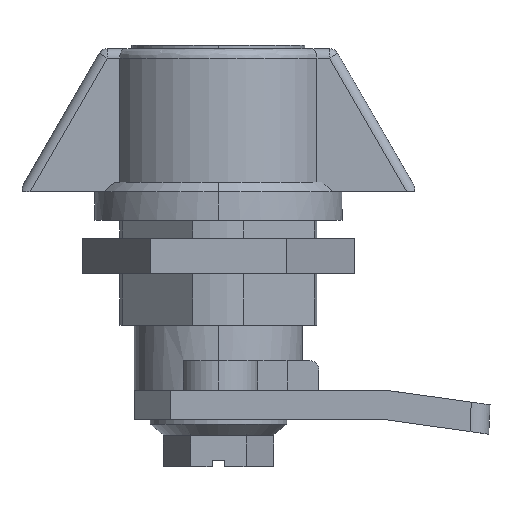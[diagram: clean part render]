
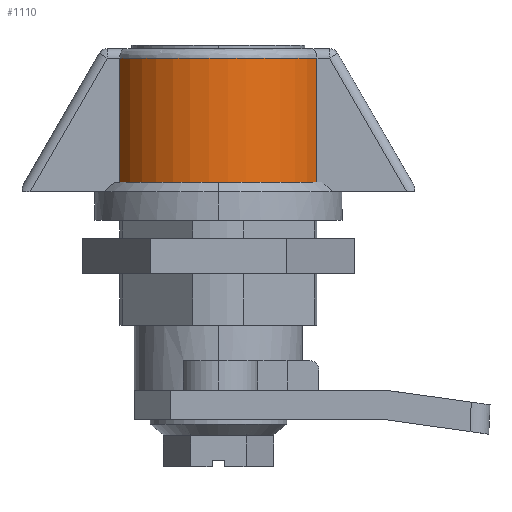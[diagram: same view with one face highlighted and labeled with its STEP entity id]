
A CAD part, left-side view. The second image highlights one B-rep face of the part: STEP entity #1110.
In plain terms, the highlighted cylindrical face has radius 8.89 mm (diameter 17.78 mm), a partial arc.
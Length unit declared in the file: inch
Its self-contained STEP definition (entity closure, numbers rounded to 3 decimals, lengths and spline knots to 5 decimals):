
#30 = AXIS2_PLACEMENT_3D ( 'NONE', #1880, #646, #3176 ) ;
#114 = EDGE_CURVE ( 'NONE', #3269, #1312, #2654, .T. ) ;
#460 = ORIENTED_EDGE ( 'NONE', *, *, #3766, .F. ) ;
#478 = ORIENTED_EDGE ( 'NONE', *, *, #3641, .F. ) ;
#489 = DIRECTION ( 'NONE',  ( 0., 0., 1. ) ) ;
#556 = VECTOR ( 'NONE', #1231, 39.37008 ) ;
#646 = DIRECTION ( 'NONE',  ( 0., 0., 1. ) ) ;
#678 = AXIS2_PLACEMENT_3D ( 'NONE', #2748, #489, #1789 ) ;
#875 = CARTESIAN_POINT ( 'NONE',  ( -0.155, 0.31381, 0.092 ) ) ;
#1110 = ADVANCED_FACE ( 'NONE', ( #3614 ), #2244, .T. ) ;
#1231 = DIRECTION ( 'NONE',  ( 0., 0., 1. ) ) ;
#1286 = VERTEX_POINT ( 'NONE', #1379 ) ;
#1312 = VERTEX_POINT ( 'NONE', #4003 ) ;
#1338 = AXIS2_PLACEMENT_3D ( 'NONE', #2615, #2930, #2299 ) ;
#1379 = CARTESIAN_POINT ( 'NONE',  ( -0.155, -0.31381, 0.517 ) ) ;
#1789 = DIRECTION ( 'NONE',  ( 1., 0., 0. ) ) ;
#1880 = CARTESIAN_POINT ( 'NONE',  ( 0., 0., 0.517 ) ) ;
#2002 = CIRCLE ( 'NONE', #30, 0.35 ) ;
#2148 = ORIENTED_EDGE ( 'NONE', *, *, #4046, .F. ) ;
#2224 = LINE ( 'NONE', #875, #556 ) ;
#2244 = CYLINDRICAL_SURFACE ( 'NONE', #1338, 0.35 ) ;
#2274 = LINE ( 'NONE', #2526, #3634 ) ;
#2299 = DIRECTION ( 'NONE',  ( 1., 0., 0. ) ) ;
#2419 = EDGE_LOOP ( 'NONE', ( #2148, #4194, #460, #478 ) ) ;
#2526 = CARTESIAN_POINT ( 'NONE',  ( -0.155, -0.31381, 0.092 ) ) ;
#2609 = CARTESIAN_POINT ( 'NONE',  ( -0.155, 0.31381, 0.122 ) ) ;
#2615 = CARTESIAN_POINT ( 'NONE',  ( 0., 0., 0.092 ) ) ;
#2654 = CIRCLE ( 'NONE', #678, 0.35 ) ;
#2748 = CARTESIAN_POINT ( 'NONE',  ( 0., 0., 0.122 ) ) ;
#2930 = DIRECTION ( 'NONE',  ( 0., 0., 1. ) ) ;
#3176 = DIRECTION ( 'NONE',  ( 1., 0., 0. ) ) ;
#3269 = VERTEX_POINT ( 'NONE', #2609 ) ;
#3387 = CARTESIAN_POINT ( 'NONE',  ( -0.155, 0.31381, 0.517 ) ) ;
#3556 = VERTEX_POINT ( 'NONE', #3387 ) ;
#3614 = FACE_OUTER_BOUND ( 'NONE', #2419, .T. ) ;
#3634 = VECTOR ( 'NONE', #4176, 39.37008 ) ;
#3641 = EDGE_CURVE ( 'NONE', #3556, #1286, #2002, .T. ) ;
#3766 = EDGE_CURVE ( 'NONE', #1286, #1312, #2274, .T. ) ;
#4003 = CARTESIAN_POINT ( 'NONE',  ( -0.155, -0.31381, 0.122 ) ) ;
#4046 = EDGE_CURVE ( 'NONE', #3269, #3556, #2224, .T. ) ;
#4176 = DIRECTION ( 'NONE',  ( 0., 0., -1. ) ) ;
#4194 = ORIENTED_EDGE ( 'NONE', *, *, #114, .T. ) ;
